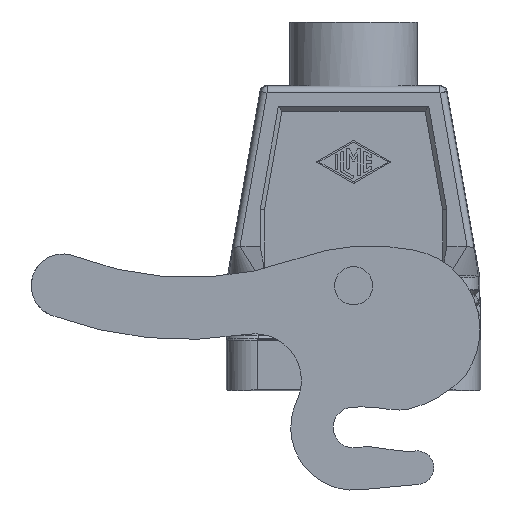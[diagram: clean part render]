
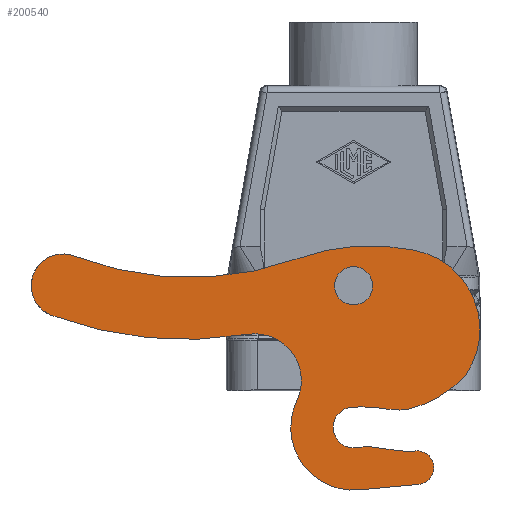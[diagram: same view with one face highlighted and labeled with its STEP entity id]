
A CAD part, front view. The second image highlights one B-rep face of the part: STEP entity #200540.
In plain terms, the highlighted face is planar.
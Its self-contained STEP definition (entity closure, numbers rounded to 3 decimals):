
#76430=CARTESIAN_POINT('',(23.624,35.31,
-18.1));
#76440=DIRECTION('',(-1.,0.,0.));
#76450=DIRECTION('',(0.,-1.,0.));
#76460=AXIS2_PLACEMENT_3D('',#76430,#76440,#76450);
#76470=CIRCLE('',#76460,3.951);
#76480=CARTESIAN_POINT('',(23.624,34.944,
-22.034));
#76490=VERTEX_POINT('',#76480);
#76500=CARTESIAN_POINT('',(23.624,35.63,
-14.162));
#76510=VERTEX_POINT('',#76500);
#76520=EDGE_CURVE('',#76490,#76510,#76470,.T.);
#76850=CARTESIAN_POINT('',(23.624,45.543,
-13.259));
#76860=DIRECTION('',(0.,-0.99,-0.139));
#76870=VECTOR('',#76860,1.);
#76880=LINE('',#76850,#76870);
#76890=CARTESIAN_POINT('',(23.624,45.543,
-13.259));
#76900=VERTEX_POINT('',#76890);
#76910=CARTESIAN_POINT('',(23.624,40.033,
-14.033));
#76920=VERTEX_POINT('',#76910);
#76930=EDGE_CURVE('',#76900,#76920,#76880,.T.);
#77250=CARTESIAN_POINT('',(23.624,50.31,
-8.6));
#77260=DIRECTION('',(-1.,0.,0.));
#77270=DIRECTION('',(0.,-1.,0.));
#77280=AXIS2_PLACEMENT_3D('',#77250,#77260,#77270);
#77290=CIRCLE('',#77280,14.8);
#77300=CARTESIAN_POINT('',(23.624,63.676,
-2.245));
#77310=VERTEX_POINT('',#77300);
#77320=CARTESIAN_POINT('',(23.624,48.939,
-23.336));
#77330=VERTEX_POINT('',#77320);
#77340=EDGE_CURVE('',#77310,#77330,#77290,.T.);
#102630=CARTESIAN_POINT('',(23.624,73.611,
2.478));
#102640=DIRECTION('',(-1.,0.,0.));
#102650=DIRECTION('',(0.,-1.,0.));
#102660=AXIS2_PLACEMENT_3D('',#102630,#102640,#102650);
#102670=CIRCLE('',#102660,11.);
#102680=CARTESIAN_POINT('',(23.624,75.402,
13.331));
#102690=VERTEX_POINT('',#102680);
#102700=EDGE_CURVE('',#77310,#102690,#102670,.T.);
#109080=CARTESIAN_POINT('',(23.624,48.939,
-23.336));
#109090=DIRECTION('',(0.,-0.996,0.093));
#109100=VECTOR('',#109090,1.);
#109110=LINE('',#109080,#109100);
#109120=EDGE_CURVE('',#77330,#76490,#109110,.T.);
#141590=CARTESIAN_POINT('',(23.624,46.935,
-23.161));
#141600=DIRECTION('',(-1.,0.,0.));
#141610=DIRECTION('',(0.,-1.,0.));
#141620=AXIS2_PLACEMENT_3D('',#141590,#141600,#141610);
#141630=CIRCLE('',#141620,10.);
#141640=CARTESIAN_POINT('',(23.624,47.806,
-13.199));
#141650=VERTEX_POINT('',#141640);
#141660=EDGE_CURVE('',#76900,#141650,#141630,.T.);
#177730=CARTESIAN_POINT('',(23.624,37.249,
5.772));
#177740=DIRECTION('',(-1.,0.,0.));
#177750=DIRECTION('',(0.,-1.,0.));
#177760=AXIS2_PLACEMENT_3D('',#177730,#177740,#177750);
#177770=CIRCLE('',#177760,20.);
#177780=EDGE_CURVE('',#76920,#76510,#177770,.T.);
#199080=CARTESIAN_POINT('',(23.624,118.81,24.8));
#199090=DIRECTION('',(-1.,0.,0.));
#199100=DIRECTION('',(0.,-1.,0.));
#199110=AXIS2_PLACEMENT_3D('',#199080,#199090,#199100);
#199120=CIRCLE('',#199110,7.5);
#199130=CARTESIAN_POINT('',(23.624,116.101,
31.794));
#199140=VERTEX_POINT('',#199130);
#199150=CARTESIAN_POINT('',(23.624,121.423,
17.77));
#199160=VERTEX_POINT('',#199150);
#199170=EDGE_CURVE('',#199140,#199160,#199120,.T.);
#199410=CARTESIAN_POINT('',(23.624,90.062,
102.129));
#199420=DIRECTION('',(-1.,0.,0.));
#199430=DIRECTION('',(0.,-1.,0.));
#199440=AXIS2_PLACEMENT_3D('',#199410,#199420,#199430);
#199450=CIRCLE('',#199440,90.);
#199460=EDGE_CURVE('',#199160,#102690,#199450,.T.);
#199540=CARTESIAN_POINT('',(23.624,-46.674,
-58.637));
#199550=DIRECTION('',(-1.,0.,0.));
#199560=DIRECTION('',(0.,-1.,0.));
#199570=AXIS2_PLACEMENT_3D('',#199540,#199550,#199560);
#199580=PLANE('',#199570);
#199590=CARTESIAN_POINT('',(23.624,50.31,24.8));
#199600=DIRECTION('',(-1.,0.,0.));
#199610=DIRECTION('',(0.,-1.,0.));
#199620=AXIS2_PLACEMENT_3D('',#199590,#199600,#199610);
#199630=CIRCLE('',#199620,4.5);
#199640=CARTESIAN_POINT('',(23.624,54.81,24.8));
#199650=VERTEX_POINT('',#199640);
#199660=CARTESIAN_POINT('',(23.624,45.81,24.8));
#199670=VERTEX_POINT('',#199660);
#199680=EDGE_CURVE('',#199650,#199670,#199630,.T.);
#199690=ORIENTED_EDGE('',*,*,#199680,.F.);
#199700=EDGE_CURVE('',#199670,#199650,#199630,.T.);
#199710=ORIENTED_EDGE('',*,*,#199700,.F.);
#199720=EDGE_LOOP('',(#199710,#199690));
#199730=FACE_BOUND('',#199720,.T.);
#199740=CARTESIAN_POINT('',(23.624,89.01,
101.73));
#199750=DIRECTION('',(-1.,0.,0.));
#199760=DIRECTION('',(0.,-1.,0.));
#199770=AXIS2_PLACEMENT_3D('',#199740,#199750,#199760);
#199780=CIRCLE('',#199770,75.);
#199790=CARTESIAN_POINT('',(23.624,63.399,
31.238));
#199800=VERTEX_POINT('',#199790);
#199810=EDGE_CURVE('',#199140,#199800,#199780,.T.);
#199820=ORIENTED_EDGE('',*,*,#199810,.F.);
#199830=CARTESIAN_POINT('',(23.624,46.31,
-15.8));
#199840=DIRECTION('',(-1.,0.,0.));
#199850=DIRECTION('',(0.,-1.,0.));
#199860=AXIS2_PLACEMENT_3D('',#199830,#199840,#199850);
#199870=CIRCLE('',#199860,50.046);
#199880=CARTESIAN_POINT('',(23.624,36.021,
33.177));
#199890=VERTEX_POINT('',#199880);
#199900=EDGE_CURVE('',#199890,#199800,#199870,.T.);
#199910=ORIENTED_EDGE('',*,*,#199900,.T.);
#199920=CARTESIAN_POINT('',(23.624,39.51,14.5));
#199930=DIRECTION('',(-1.,0.,0.));
#199940=DIRECTION('',(0.,-1.,0.));
#199950=AXIS2_PLACEMENT_3D('',#199920,#199930,#199940);
#199960=CIRCLE('',#199950,19.);
#199970=CARTESIAN_POINT('',(23.624,23.915,
3.646));
#199980=VERTEX_POINT('',#199970);
#199990=EDGE_CURVE('',#199980,#199890,#199960,.T.);
#200000=ORIENTED_EDGE('',*,*,#199990,.T.);
#200010=CARTESIAN_POINT('',(23.624,43.81,
21.9));
#200020=DIRECTION('',(-1.,0.,0.));
#200030=DIRECTION('',(0.,-1.,0.));
#200040=AXIS2_PLACEMENT_3D('',#200010,#200020,#200030);
#200050=CIRCLE('',#200040,27.);
#200060=CARTESIAN_POINT('',(23.624,37.802,
-4.423));
#200070=VERTEX_POINT('',#200060);
#200080=EDGE_CURVE('',#200070,#199980,#200050,.T.);
#200090=ORIENTED_EDGE('',*,*,#200080,.T.);
#200100=CARTESIAN_POINT('',(23.624,39.51,14.5));
#200110=DIRECTION('',(-1.,0.,0.));
#200120=DIRECTION('',(0.,-1.,0.));
#200130=AXIS2_PLACEMENT_3D('',#200100,#200110,#200120);
#200140=CIRCLE('',#200130,19.);
#200150=CARTESIAN_POINT('',(23.624,42.496,
-4.264));
#200160=VERTEX_POINT('',#200150);
#200170=EDGE_CURVE('',#200160,#200070,#200140,.T.);
#200180=ORIENTED_EDGE('',*,*,#200170,.T.);
#200190=CARTESIAN_POINT('',(23.624,48.782,
-43.767));
#200200=DIRECTION('',(-1.,0.,0.));
#200210=DIRECTION('',(0.,-1.,0.));
#200220=AXIS2_PLACEMENT_3D('',#200190,#200200,#200210);
#200230=CIRCLE('',#200220,40.);
#200240=CARTESIAN_POINT('',(23.624,50.518,
-3.805));
#200250=VERTEX_POINT('',#200240);
#200260=EDGE_CURVE('',#200160,#200250,#200230,.T.);
#200270=ORIENTED_EDGE('',*,*,#200260,.F.);
#200280=CARTESIAN_POINT('',(23.624,50.31,
-8.6));
#200290=DIRECTION('',(-1.,0.,0.));
#200300=DIRECTION('',(0.,-1.,0.));
#200310=AXIS2_PLACEMENT_3D('',#200280,#200290,#200300);
#200320=CIRCLE('',#200310,4.8);
#200330=CARTESIAN_POINT('',(23.624,49.892,
-13.382));
#200340=VERTEX_POINT('',#200330);
#200350=EDGE_CURVE('',#200250,#200340,#200320,.T.);
#200360=ORIENTED_EDGE('',*,*,#200350,.F.);
#200370=CARTESIAN_POINT('',(23.624,49.892,
-13.382));
#200380=DIRECTION('',(0.,-0.996,0.087));
#200390=VECTOR('',#200380,1.);
#200400=LINE('',#200370,#200390);
#200410=EDGE_CURVE('',#200340,#141650,#200400,.T.);
#200420=ORIENTED_EDGE('',*,*,#200410,.F.);
#200430=ORIENTED_EDGE('',*,*,#141660,.T.);
#200440=ORIENTED_EDGE('',*,*,#76930,.F.);
#200450=ORIENTED_EDGE('',*,*,#177780,.F.);
#200460=ORIENTED_EDGE('',*,*,#76520,.T.);
#200470=ORIENTED_EDGE('',*,*,#109120,.T.);
#200480=ORIENTED_EDGE('',*,*,#77340,.T.);
#200490=ORIENTED_EDGE('',*,*,#102700,.F.);
#200500=ORIENTED_EDGE('',*,*,#199460,.T.);
#200510=ORIENTED_EDGE('',*,*,#199170,.T.);
#200520=EDGE_LOOP('',(#200510,#200500,#200490,#200480,#200470,#200460,
#200450,#200440,#200430,#200420,#200360,#200270,#200180,#200090,#200000,
#199910,#199820));
#200530=FACE_OUTER_BOUND('',#200520,.T.);
#200540=ADVANCED_FACE('',(#199730,#200530),#199580,.T.);
